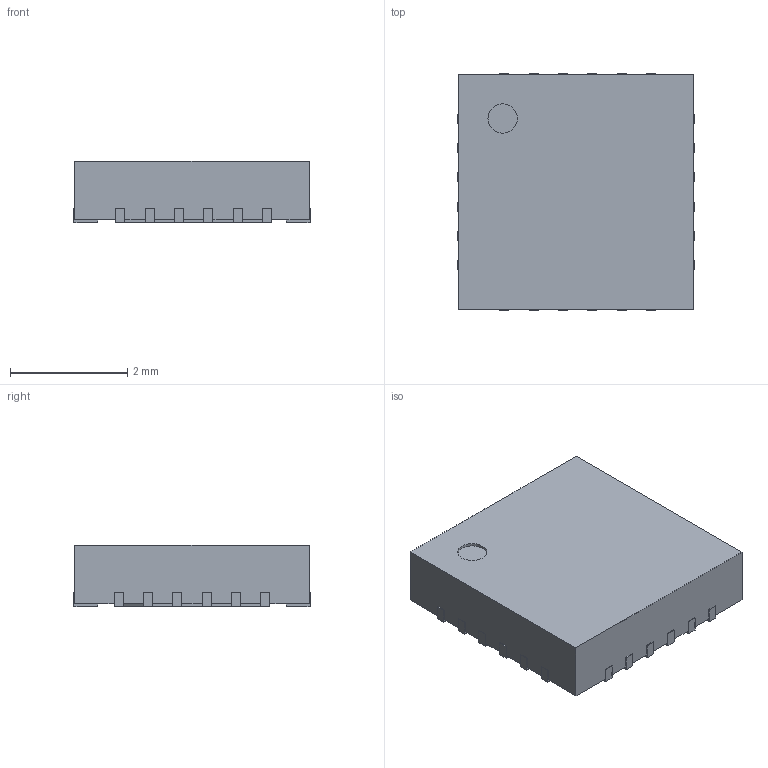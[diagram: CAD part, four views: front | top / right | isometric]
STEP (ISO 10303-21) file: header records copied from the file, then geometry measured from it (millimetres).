
FILE_DESCRIPTION(/* description */ ('STEP AP214'),/* implementation_level */ '2;1');
FILE_NAME(/* name */ '6008a661e8e4cb14223e53fe',/* time_stamp */ '2021-01-20T21:53:38+00:00',/* author */ (''),/* organization */ (''),/* preprocessor_version */ 'ST-DEVELOPER v18.1',/* originating_system */ ' ',/* authorisation */ ' ');
FILE_SCHEMA (('AUTOMOTIVE_DESIGN {1 0 10303 214 3 1 1}'));
Length unit declared in the file: metre
Products named in the file (1): Part 1
Bounding box: 4.02 x 4.02 x 1.05 mm (x, y, z)
Volume: 16.4 mm3; surface area: 50.1 mm2
Topology: 1 solids, 1 shells, 158 faces, 462 edges, 308 vertices
Faces by surface type: plane 157, cylinder 1
Full cylindrical faces by diameter (mm): 0.5 x1
Entity records: 6261 total; most frequent: CARTESIAN_POINT 928, ORIENTED_EDGE 922, DIRECTION 781, EDGE_CURVE 461, LINE 459, VECTOR 459, VERTEX_POINT 308, EDGE_LOOP 161
